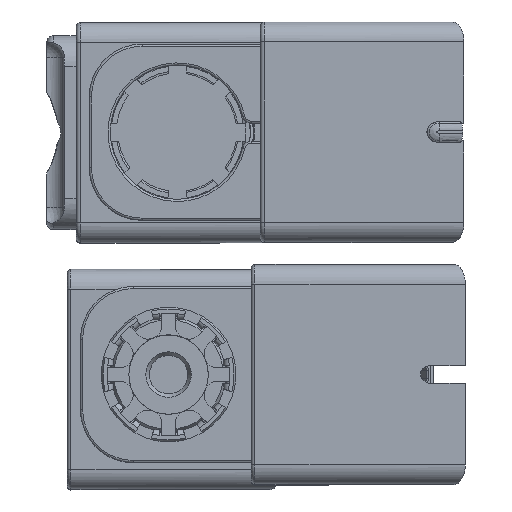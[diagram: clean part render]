
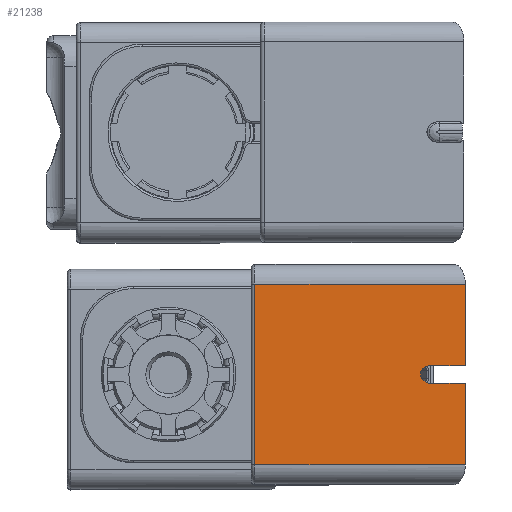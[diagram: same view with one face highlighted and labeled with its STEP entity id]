
A CAD part, top view. The second image highlights one B-rep face of the part: STEP entity #21238.
In plain terms, the highlighted planar face has unit normal (0, 0, 1).
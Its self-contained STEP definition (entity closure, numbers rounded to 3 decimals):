
#121=ELLIPSE('',#23477,2.309,2.);
#1200=PLANE('',#23545);
#2270=FACE_OUTER_BOUND('',#3540,.T.);
#3540=EDGE_LOOP('',(#18621,#18622,#18623,#18624,#18625,#18626,#18627,#18628));
#6275=LINE('',#48036,#7862);
#6297=LINE('',#48113,#7884);
#6337=LINE('',#48263,#7924);
#6338=LINE('',#48265,#7925);
#6340=LINE('',#48270,#7927);
#6389=LINE('',#48485,#7976);
#6390=LINE('',#48487,#7977);
#7862=VECTOR('',#28456,10.);
#7884=VECTOR('',#28516,10.);
#7924=VECTOR('',#28676,10.);
#7925=VECTOR('',#28679,10.);
#7927=VECTOR('',#28683,10.);
#7976=VECTOR('',#28860,10.);
#7977=VECTOR('',#28863,10.);
#9898=VERTEX_POINT('',#48033);
#9899=VERTEX_POINT('',#48035);
#9934=VERTEX_POINT('',#48110);
#9935=VERTEX_POINT('',#48112);
#9976=VERTEX_POINT('',#48233);
#9984=VERTEX_POINT('',#48256);
#9985=VERTEX_POINT('',#48258);
#9987=VERTEX_POINT('',#48269);
#12775=EDGE_CURVE('',#9898,#9899,#6275,.T.);
#12813=EDGE_CURVE('',#9935,#9934,#6297,.F.);
#12882=EDGE_CURVE('',#9985,#9984,#121,.T.);
#12885=EDGE_CURVE('',#9985,#9898,#6337,.T.);
#12886=EDGE_CURVE('',#9976,#9899,#6338,.T.);
#12888=EDGE_CURVE('',#9987,#9976,#6340,.T.);
#12970=EDGE_CURVE('',#9984,#9935,#6389,.T.);
#12971=EDGE_CURVE('',#9987,#9934,#6390,.T.);
#18621=ORIENTED_EDGE('',*,*,#12888,.T.);
#18622=ORIENTED_EDGE('',*,*,#12886,.T.);
#18623=ORIENTED_EDGE('',*,*,#12775,.F.);
#18624=ORIENTED_EDGE('',*,*,#12885,.F.);
#18625=ORIENTED_EDGE('',*,*,#12882,.T.);
#18626=ORIENTED_EDGE('',*,*,#12970,.T.);
#18627=ORIENTED_EDGE('',*,*,#12813,.T.);
#18628=ORIENTED_EDGE('',*,*,#12971,.F.);
#21238=ADVANCED_FACE('',(#2270),#1200,.T.);
#23477=AXIS2_PLACEMENT_3D('',#48259,#28670,#28671);
#23545=AXIS2_PLACEMENT_3D('',#48486,#28861,#28862);
#28456=DIRECTION('',(0.,-1.,0.));
#28516=DIRECTION('',(0.,-1.,0.));
#28670=DIRECTION('center_axis',(0.,0.,
-1.));
#28671=DIRECTION('ref_axis',(1.,0.,0.));
#28676=DIRECTION('',(1.,0.,0.));
#28679=DIRECTION('',(1.,0.,0.));
#28683=DIRECTION('',(0.,-1.,0.));
#28860=DIRECTION('',(1.,0.,0.));
#28861=DIRECTION('center_axis',(0.,0.,
1.));
#28862=DIRECTION('ref_axis',(1.,0.,0.));
#28863=DIRECTION('',(1.,0.,0.));
#48033=CARTESIAN_POINT('',(79.547,53.,17.));
#48035=CARTESIAN_POINT('',(79.547,34.5,17.));
#48036=CARTESIAN_POINT('',(79.547,43.5,17.));
#48110=CARTESIAN_POINT('',(79.547,75.5,17.));
#48112=CARTESIAN_POINT('',(79.547,57.,17.));
#48113=CARTESIAN_POINT('',(79.547,43.5,17.));
#48233=CARTESIAN_POINT('',(31.8,34.5,17.));
#48256=CARTESIAN_POINT('',(71.695,57.,17.));
#48258=CARTESIAN_POINT('',(71.695,53.,17.));
#48259=CARTESIAN_POINT('Origin',(71.695,55.,17.));
#48263=CARTESIAN_POINT('',(66.04,53.,17.));
#48265=CARTESIAN_POINT('',(59.,34.5,17.));
#48269=CARTESIAN_POINT('',(31.8,75.5,17.));
#48270=CARTESIAN_POINT('',(31.8,66.5,17.));
#48485=CARTESIAN_POINT('',(66.04,57.,17.));
#48486=CARTESIAN_POINT('Origin',(59.,32.,17.));
#48487=CARTESIAN_POINT('',(59.,75.5,17.));
